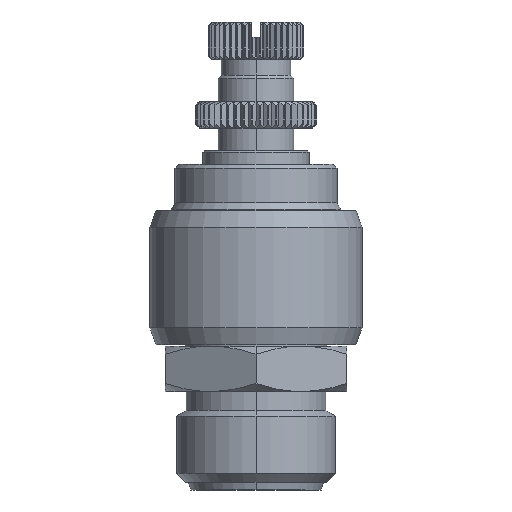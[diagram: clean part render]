
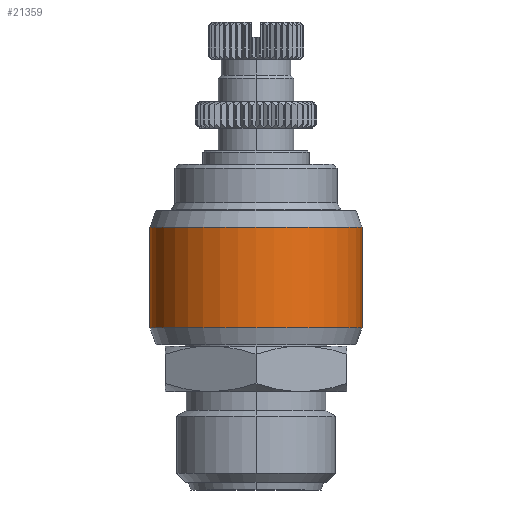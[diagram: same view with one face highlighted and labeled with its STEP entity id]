
A CAD part, left-side view. The second image highlights one B-rep face of the part: STEP entity #21359.
In plain terms, the highlighted cylindrical face has radius 14 mm (diameter 28 mm), a partial arc.
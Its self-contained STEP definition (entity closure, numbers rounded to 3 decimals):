
#835 = CIRCLE ( 'NONE', #8427, 14. ) ;
#1820 = DIRECTION ( 'NONE',  ( 0., 0., -1. ) ) ;
#2251 = CIRCLE ( 'NONE', #8160, 14. ) ;
#3787 = LINE ( 'NONE', #21394, #27299 ) ;
#6438 = CARTESIAN_POINT ( 'NONE',  ( 8.9, -14., 6.702 ) ) ;
#7294 = DIRECTION ( 'NONE',  ( 0., 0., 1. ) ) ;
#7945 = EDGE_LOOP ( 'NONE', ( #25749, #13608, #25196, #10347 ) ) ;
#8043 = CARTESIAN_POINT ( 'NONE',  ( 8.9, 14., -6.602 ) ) ;
#8160 = AXIS2_PLACEMENT_3D ( 'NONE', #16158, #1820, #11150 ) ;
#8427 = AXIS2_PLACEMENT_3D ( 'NONE', #25162, #25355, #27689 ) ;
#10050 = CARTESIAN_POINT ( 'NONE',  ( 8.9, 14., 6.702 ) ) ;
#10347 = ORIENTED_EDGE ( 'NONE', *, *, #30100, .F. ) ;
#11150 = DIRECTION ( 'NONE',  ( 0., -1., 0. ) ) ;
#11339 = VERTEX_POINT ( 'NONE', #17211 ) ;
#13478 = DIRECTION ( 'NONE',  ( 0., -1., 0. ) ) ;
#13608 = ORIENTED_EDGE ( 'NONE', *, *, #18845, .T. ) ;
#15300 = LINE ( 'NONE', #25242, #27074 ) ;
#15768 = DIRECTION ( 'NONE',  ( 0., 0., 1. ) ) ;
#16158 = CARTESIAN_POINT ( 'NONE',  ( 8.9, 0., 6.702 ) ) ;
#16185 = VERTEX_POINT ( 'NONE', #10050 ) ;
#16317 = EDGE_CURVE ( 'NONE', #11339, #25015, #835, .T. ) ;
#17193 = FACE_OUTER_BOUND ( 'NONE', #7945, .T. ) ;
#17211 = CARTESIAN_POINT ( 'NONE',  ( 8.9, -14., -6.602 ) ) ;
#18332 = CARTESIAN_POINT ( 'NONE',  ( 8.9, 0., 0.05 ) ) ;
#18845 = EDGE_CURVE ( 'NONE', #25015, #16185, #3787, .T. ) ;
#20258 = EDGE_CURVE ( 'NONE', #16185, #26513, #2251, .T. ) ;
#21359 = ADVANCED_FACE ( 'NONE', ( #17193 ), #26391, .T. ) ;
#21394 = CARTESIAN_POINT ( 'NONE',  ( 8.9, 14., 0.05 ) ) ;
#23155 = AXIS2_PLACEMENT_3D ( 'NONE', #18332, #27578, #13478 ) ;
#25015 = VERTEX_POINT ( 'NONE', #8043 ) ;
#25162 = CARTESIAN_POINT ( 'NONE',  ( 8.9, 0., -6.602 ) ) ;
#25196 = ORIENTED_EDGE ( 'NONE', *, *, #20258, .T. ) ;
#25242 = CARTESIAN_POINT ( 'NONE',  ( 8.9, -14., 0.05 ) ) ;
#25355 = DIRECTION ( 'NONE',  ( 0., 0., 1. ) ) ;
#25749 = ORIENTED_EDGE ( 'NONE', *, *, #16317, .T. ) ;
#26391 = CYLINDRICAL_SURFACE ( 'NONE', #23155, 14. ) ;
#26513 = VERTEX_POINT ( 'NONE', #6438 ) ;
#27074 = VECTOR ( 'NONE', #15768, 1000. ) ;
#27299 = VECTOR ( 'NONE', #7294, 1000. ) ;
#27578 = DIRECTION ( 'NONE',  ( 0., 0., 1. ) ) ;
#27689 = DIRECTION ( 'NONE',  ( 0., -1., 0. ) ) ;
#30100 = EDGE_CURVE ( 'NONE', #11339, #26513, #15300, .T. ) ;
